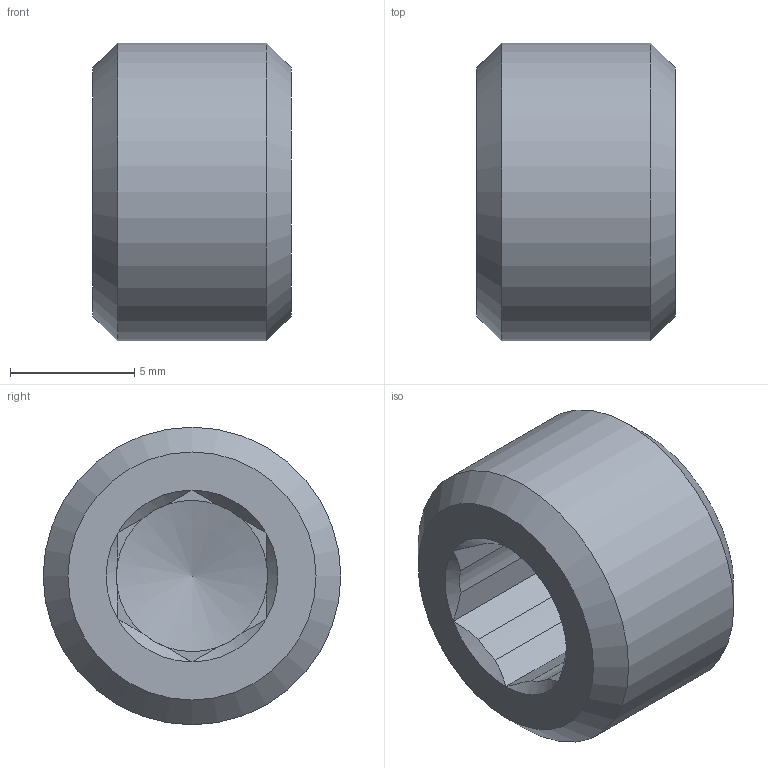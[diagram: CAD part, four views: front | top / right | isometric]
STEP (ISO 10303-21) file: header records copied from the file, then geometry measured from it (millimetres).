
FILE_DESCRIPTION(/* description */ (''),/* implementation_level */ '2;1');
FILE_NAME(/* name */ 'vs_m12_ms_ob.stp',/* time_stamp */ '2017-10-10T13:30:01+02:00',/* author */ ('Hamoud'),/* organization */ (''),/* preprocessor_version */ 'ST-DEVELOPER v15.6',/* originating_system */ 'Autodesk Inventor LT ',/* authorisation */ '');
FILE_SCHEMA (('AUTOMOTIVE_DESIGN { 1 0 10303 214 3 1 1 }'));
Length unit declared in the file: millimetre
Products named in the file (1): vs_m12_ms_ob
Bounding box: 8 x 12 x 12 mm (x, y, z)
Volume: 662.5 mm3; surface area: 619.1 mm2
Topology: 1 solids, 1 shells, 33 faces, 73 edges, 44 vertices
Faces by surface type: plane 16, cone 9, cylinder 8
Full cylindrical faces by diameter (mm): 7 x1, 12 x1
Entity records: 885 total; most frequent: CARTESIAN_POINT 168, DIRECTION 148, ORIENTED_EDGE 134, EDGE_CURVE 67, AXIS2_PLACEMENT_3D 59, VERTEX_POINT 43, EDGE_LOOP 40, FACE_OUTER_BOUND 33
